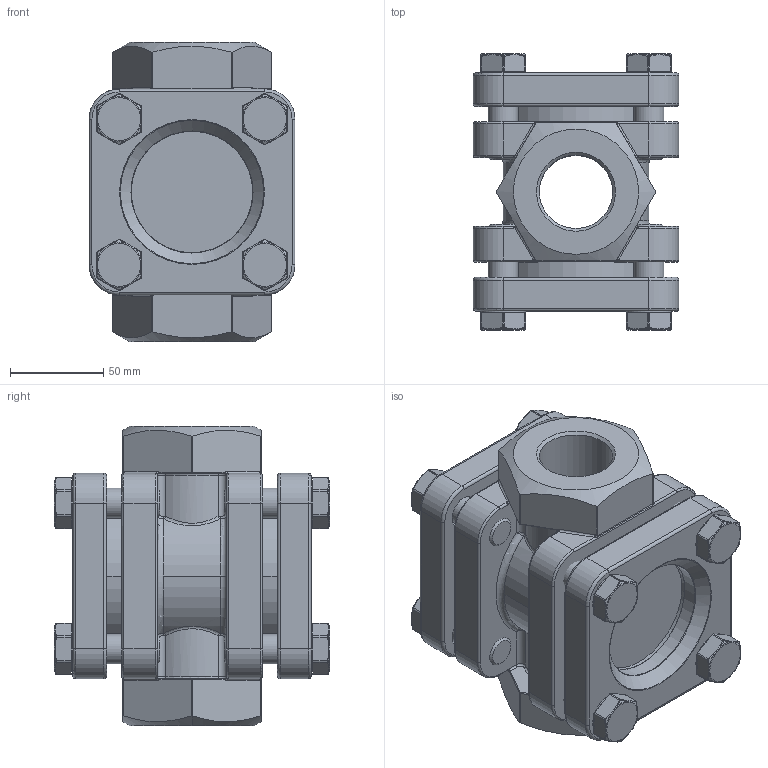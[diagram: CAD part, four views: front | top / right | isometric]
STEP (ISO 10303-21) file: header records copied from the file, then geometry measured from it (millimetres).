
FILE_DESCRIPTION(('HOOPS Exchange Step'),'2;1');
FILE_NAME('GS0X_DN32.stp','2025-05-26T16:34:28+02:00',('nieru'),('Unknown organisation'),'HOOPS Exchange 2024.2','HOOPS Exchange','Unknown authorisation');
FILE_SCHEMA( ('AP203_CONFIGURATION_CONTROLLED_3D_DESIGN_OF_MECHANICAL_PARTS_AND_ASSEMBLIES_MIM_LF') );
Length unit declared in the file: millimetre
Products named in the file (2): 0; root
Assembly tree (1 placements, depth 2):
  root
    0
Bounding box: 110 x 147.59 x 160 mm (x, y, z)
Volume: 1019720.4 mm3; surface area: 233072.2 mm2
Topology: 17 solids, 17 shells, 965 faces, 2293 edges, 1363 vertices
Faces by surface type: bspline 308, cylinder 292, plane 187, torus 110, cone 64, sphere 4
Full cylindrical faces by diameter (mm): 13.8 x7, 16 x8, 18 x8, 24 x8, 39.25 x2, 41 x1, 65 x3, 83 x3
Entity records: 51432 total; most frequent: CARTESIAN_POINT 30980, ORIENTED_EDGE 4562, DIRECTION 3744, EDGE_CURVE 2281, AXIS2_PLACEMENT_3D 1587, VERTEX_POINT 1363, EDGE_LOOP 1028, FACE_BOUND 1028
